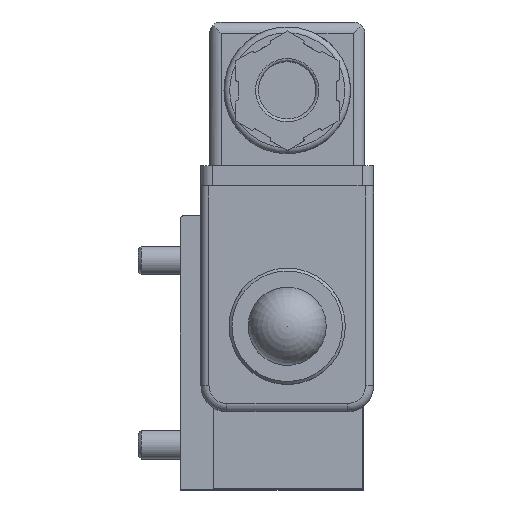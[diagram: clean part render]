
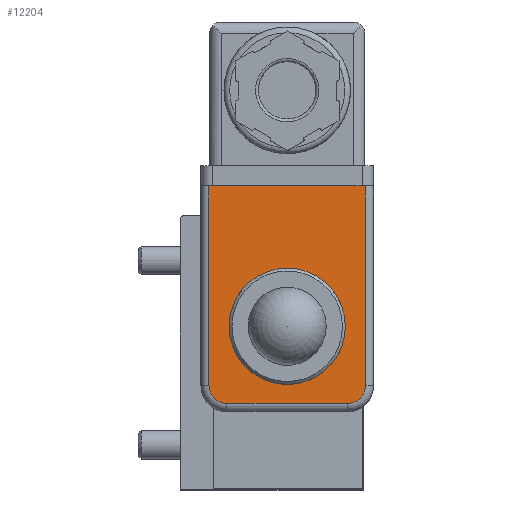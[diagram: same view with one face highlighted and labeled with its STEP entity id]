
A CAD part, top view. The second image highlights one B-rep face of the part: STEP entity #12204.
In plain terms, the highlighted face is planar.
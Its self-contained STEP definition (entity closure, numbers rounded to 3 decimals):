
#305=PLANE('',#12998);
#1021=LINE('',#17689,#1747);
#1025=LINE('',#17705,#1751);
#1026=LINE('',#17706,#1752);
#1027=LINE('',#17710,#1753);
#1747=VECTOR('',#14855,1000.);
#1751=VECTOR('',#14867,1000.);
#1752=VECTOR('',#14868,1000.);
#1753=VECTOR('',#14871,1000.);
#3210=ORIENTED_EDGE('',*,*,#5266,.T.);
#3211=ORIENTED_EDGE('',*,*,#5267,.T.);
#3212=ORIENTED_EDGE('',*,*,#5260,.F.);
#3213=ORIENTED_EDGE('',*,*,#5268,.F.);
#3214=ORIENTED_EDGE('',*,*,#5269,.F.);
#3215=ORIENTED_EDGE('',*,*,#5270,.T.);
#3216=ORIENTED_EDGE('',*,*,#5271,.F.);
#5260=EDGE_CURVE('',#6379,#6380,#1021,.T.);
#5266=EDGE_CURVE('',#6385,#6386,#7048,.T.);
#5267=EDGE_CURVE('',#6386,#6380,#1025,.T.);
#5268=EDGE_CURVE('',#6387,#6379,#1026,.T.);
#5269=EDGE_CURVE('',#6388,#6387,#7049,.T.);
#5270=EDGE_CURVE('',#6388,#6385,#1027,.T.);
#5271=EDGE_CURVE('',#6389,#6389,#7050,.T.);
#6379=VERTEX_POINT('',#17690);
#6380=VERTEX_POINT('',#17691);
#6385=VERTEX_POINT('',#17703);
#6386=VERTEX_POINT('',#17704);
#6387=VERTEX_POINT('',#17707);
#6388=VERTEX_POINT('',#17709);
#6389=VERTEX_POINT('',#17712);
#7048=CIRCLE('',#12999,3.1);
#7049=CIRCLE('',#13000,3.1);
#7050=CIRCLE('',#13001,8.);
#7624=EDGE_LOOP('',(#3210,#3211,#3212,#3213,#3214,#3215));
#7625=EDGE_LOOP('',(#3216));
#8411=FACE_BOUND('',#7624,.T.);
#8412=FACE_BOUND('',#7625,.T.);
#12204=ADVANCED_FACE('',(#8411,#8412),#305,.F.);
#12998=AXIS2_PLACEMENT_3D('',#17701,#14863,#14864);
#12999=AXIS2_PLACEMENT_3D('',#17702,#14865,#14866);
#13000=AXIS2_PLACEMENT_3D('',#17708,#14869,#14870);
#13001=AXIS2_PLACEMENT_3D('',#17711,#14872,#14873);
#14855=DIRECTION('',(-1.,0.,0.));
#14863=DIRECTION('',(0.,0.,1.));
#14864=DIRECTION('',(1.,0.,0.));
#14865=DIRECTION('',(0.,0.,-1.));
#14866=DIRECTION('',(-1.,0.,0.));
#14867=DIRECTION('',(0.,1.,0.));
#14868=DIRECTION('',(0.,1.,0.));
#14869=DIRECTION('',(0.,0.,1.));
#14870=DIRECTION('',(1.,0.,0.));
#14871=DIRECTION('',(-1.,0.,0.));
#14872=DIRECTION('',(0.,0.,-1.));
#14873=DIRECTION('',(-1.,0.,0.));
#17689=CARTESIAN_POINT('',(15.,39.2,-29.5));
#17690=CARTESIAN_POINT('',(13.6,39.2,-29.5));
#17691=CARTESIAN_POINT('',(-13.6,39.2,-29.5));
#17701=CARTESIAN_POINT('',(-10.5,4.5,-29.5));
#17702=CARTESIAN_POINT('',(-10.5,4.5,-29.5));
#17703=CARTESIAN_POINT('',(-10.5,1.4,-29.5));
#17704=CARTESIAN_POINT('',(-13.6,4.5,-29.5));
#17705=CARTESIAN_POINT('',(-13.6,4.5,-29.5));
#17706=CARTESIAN_POINT('',(13.6,4.5,-29.5));
#17707=CARTESIAN_POINT('',(13.6,4.5,-29.5));
#17708=CARTESIAN_POINT('',(10.5,4.5,-29.5));
#17709=CARTESIAN_POINT('',(10.5,1.4,-29.5));
#17710=CARTESIAN_POINT('',(10.5,1.4,-29.5));
#17711=CARTESIAN_POINT('',(0.,14.7,-29.5));
#17712=CARTESIAN_POINT('',(-8.,14.7,-29.5));
